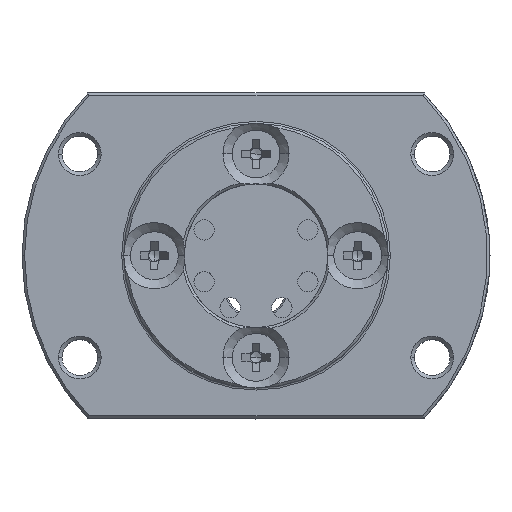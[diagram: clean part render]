
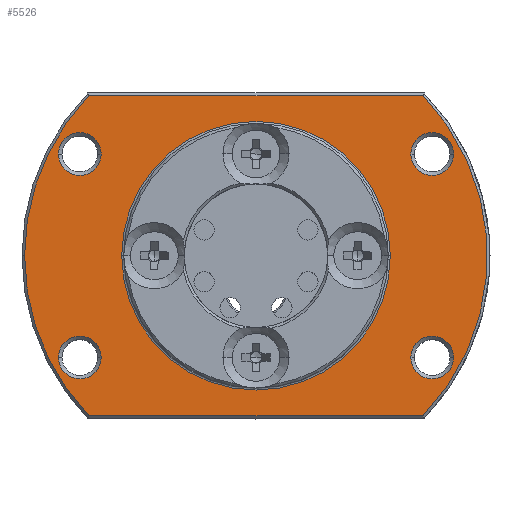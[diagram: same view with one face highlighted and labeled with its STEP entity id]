
A CAD part, top view. The second image highlights one B-rep face of the part: STEP entity #5526.
In plain terms, the highlighted planar face has unit normal (0, 0, 1).
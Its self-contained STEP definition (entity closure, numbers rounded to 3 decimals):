
#52 = DIRECTION ( 'NONE',  ( 0., 0., 1. ) ) ;
#65 = DIRECTION ( 'NONE',  ( -1., 0., 0. ) ) ;
#135 = AXIS2_PLACEMENT_3D ( 'NONE', #11558, #10641, #4463 ) ;
#169 = ORIENTED_EDGE ( 'NONE', *, *, #5802, .F. ) ;
#180 = VERTEX_POINT ( 'NONE', #4441 ) ;
#211 = FACE_BOUND ( 'NONE', #10754, .T. ) ;
#286 = CARTESIAN_POINT ( 'NONE',  ( -13.2, 0., 3. ) ) ;
#387 = AXIS2_PLACEMENT_3D ( 'NONE', #4525, #1764, #9831 ) ;
#415 = VERTEX_POINT ( 'NONE', #2083 ) ;
#458 = CIRCLE ( 'NONE', #8528, 22.75 ) ;
#616 = EDGE_CURVE ( 'NONE', #11010, #3558, #3108, .T. ) ;
#636 = CARTESIAN_POINT ( 'NONE',  ( 17.321, 10., 3. ) ) ;
#656 = DIRECTION ( 'NONE',  ( 0., 0., 1. ) ) ;
#919 = CIRCLE ( 'NONE', #7846, 2.1 ) ;
#929 = CARTESIAN_POINT ( 'NONE',  ( 0., -15.75, 3. ) ) ;
#950 = EDGE_CURVE ( 'NONE', #6183, #6761, #5421, .T. ) ;
#1096 = DIRECTION ( 'NONE',  ( 0., 0., 1. ) ) ;
#1105 = CIRCLE ( 'NONE', #7480, 2.1 ) ;
#1154 = PLANE ( 'NONE',  #9496 ) ;
#1203 = DIRECTION ( 'NONE',  ( 0., 0., 1. ) ) ;
#1225 = EDGE_CURVE ( 'NONE', #5654, #4518, #458, .T. ) ;
#1348 = DIRECTION ( 'NONE',  ( 0., 0., 1. ) ) ;
#1383 = ORIENTED_EDGE ( 'NONE', *, *, #6618, .F. ) ;
#1574 = CARTESIAN_POINT ( 'NONE',  ( 0., 0., 3. ) ) ;
#1764 = DIRECTION ( 'NONE',  ( 0., 0., -1. ) ) ;
#1903 = DIRECTION ( 'NONE',  ( 0., 0., 1. ) ) ;
#1914 = DIRECTION ( 'NONE',  ( 1., 0., 0. ) ) ;
#2054 = ORIENTED_EDGE ( 'NONE', *, *, #616, .F. ) ;
#2083 = CARTESIAN_POINT ( 'NONE',  ( -15.221, 10., 3. ) ) ;
#2163 = CARTESIAN_POINT ( 'NONE',  ( 0., 0., 3. ) ) ;
#2256 = EDGE_CURVE ( 'NONE', #3424, #5713, #1105, .T. ) ;
#2461 = AXIS2_PLACEMENT_3D ( 'NONE', #10302, #4930, #8541 ) ;
#2467 = EDGE_LOOP ( 'NONE', ( #5048, #5842, #3070, #5690, #4566 ) ) ;
#2469 = DIRECTION ( 'NONE',  ( 0., 0., -1. ) ) ;
#2517 = EDGE_CURVE ( 'NONE', #4518, #10869, #6729, .T. ) ;
#2576 = CARTESIAN_POINT ( 'NONE',  ( 17.321, 10., 3. ) ) ;
#2681 = DIRECTION ( 'NONE',  ( 1., 0., 0. ) ) ;
#2785 = CARTESIAN_POINT ( 'NONE',  ( -17.321, -10., 3. ) ) ;
#2841 = CARTESIAN_POINT ( 'NONE',  ( 19.421, 10., 3. ) ) ;
#2850 = DIRECTION ( 'NONE',  ( 1., 0., 0. ) ) ;
#2858 = CARTESIAN_POINT ( 'NONE',  ( 0., 0., 3. ) ) ;
#2921 = CARTESIAN_POINT ( 'NONE',  ( 0., 15.75, 3. ) ) ;
#2939 = CARTESIAN_POINT ( 'NONE',  ( 13.2, 0., 3. ) ) ;
#2995 = DIRECTION ( 'NONE',  ( 0., 0., 1. ) ) ;
#3070 = ORIENTED_EDGE ( 'NONE', *, *, #11344, .T. ) ;
#3108 = CIRCLE ( 'NONE', #7428, 2.1 ) ;
#3137 = CARTESIAN_POINT ( 'NONE',  ( 19.421, -10., 3. ) ) ;
#3294 = ORIENTED_EDGE ( 'NONE', *, *, #950, .T. ) ;
#3396 = DIRECTION ( 'NONE',  ( 1., 0., 0. ) ) ;
#3424 = VERTEX_POINT ( 'NONE', #2841 ) ;
#3558 = VERTEX_POINT ( 'NONE', #6908 ) ;
#3689 = LINE ( 'NONE', #2921, #3952 ) ;
#3703 = CARTESIAN_POINT ( 'NONE',  ( 16.416, -15.75, 3. ) ) ;
#3784 = AXIS2_PLACEMENT_3D ( 'NONE', #1574, #2469, #4987 ) ;
#3789 = DIRECTION ( 'NONE',  ( 1., 0., 0. ) ) ;
#3952 = VECTOR ( 'NONE', #65, 1000. ) ;
#4025 = EDGE_CURVE ( 'NONE', #6761, #6183, #8842, .T. ) ;
#4032 = CARTESIAN_POINT ( 'NONE',  ( 16.416, 15.75, 3. ) ) ;
#4104 = CARTESIAN_POINT ( 'NONE',  ( -15.221, -10., 3. ) ) ;
#4233 = DIRECTION ( 'NONE',  ( 1., 0., 0. ) ) ;
#4441 = CARTESIAN_POINT ( 'NONE',  ( -19.421, 10., 3. ) ) ;
#4463 = DIRECTION ( 'NONE',  ( 1., 0., 0. ) ) ;
#4465 = CIRCLE ( 'NONE', #4824, 2.1 ) ;
#4518 = VERTEX_POINT ( 'NONE', #7826 ) ;
#4525 = CARTESIAN_POINT ( 'NONE',  ( 0., 0., 3. ) ) ;
#4566 = ORIENTED_EDGE ( 'NONE', *, *, #1225, .T. ) ;
#4643 = FACE_OUTER_BOUND ( 'NONE', #2467, .T. ) ;
#4654 = DIRECTION ( 'NONE',  ( 1., 0., 0. ) ) ;
#4661 = EDGE_CURVE ( 'NONE', #8951, #10851, #7305, .T. ) ;
#4824 = AXIS2_PLACEMENT_3D ( 'NONE', #10115, #1203, #2850 ) ;
#4930 = DIRECTION ( 'NONE',  ( 0., 0., 1. ) ) ;
#4934 = ORIENTED_EDGE ( 'NONE', *, *, #7418, .F. ) ;
#4987 = DIRECTION ( 'NONE',  ( 1., 0., 0. ) ) ;
#5006 = CARTESIAN_POINT ( 'NONE',  ( 0., 0., 3. ) ) ;
#5048 = ORIENTED_EDGE ( 'NONE', *, *, #2517, .T. ) ;
#5120 = CIRCLE ( 'NONE', #8896, 22.75 ) ;
#5350 = CARTESIAN_POINT ( 'NONE',  ( -17.321, 10., 3. ) ) ;
#5409 = AXIS2_PLACEMENT_3D ( 'NONE', #8701, #656, #4233 ) ;
#5421 = CIRCLE ( 'NONE', #387, 13.2 ) ;
#5526 = ADVANCED_FACE ( 'NONE', ( #10999, #4643, #9126, #211, #6533, #9247 ), #1154, .T. ) ;
#5543 = VERTEX_POINT ( 'NONE', #6601 ) ;
#5654 = VERTEX_POINT ( 'NONE', #5926 ) ;
#5690 = ORIENTED_EDGE ( 'NONE', *, *, #7018, .T. ) ;
#5713 = VERTEX_POINT ( 'NONE', #5816 ) ;
#5802 = EDGE_CURVE ( 'NONE', #415, #180, #8011, .T. ) ;
#5816 = CARTESIAN_POINT ( 'NONE',  ( 15.221, 10., 3. ) ) ;
#5842 = ORIENTED_EDGE ( 'NONE', *, *, #6758, .T. ) ;
#5881 = EDGE_LOOP ( 'NONE', ( #6148, #7553 ) ) ;
#5926 = CARTESIAN_POINT ( 'NONE',  ( -22.75, 0., 3. ) ) ;
#6141 = VECTOR ( 'NONE', #3396, 1000. ) ;
#6148 = ORIENTED_EDGE ( 'NONE', *, *, #2256, .F. ) ;
#6152 = DIRECTION ( 'NONE',  ( 0., 0., 1. ) ) ;
#6183 = VERTEX_POINT ( 'NONE', #2939 ) ;
#6212 = ORIENTED_EDGE ( 'NONE', *, *, #4025, .T. ) ;
#6533 = FACE_BOUND ( 'NONE', #5881, .T. ) ;
#6582 = DIRECTION ( 'NONE',  ( 1., 0., 0. ) ) ;
#6601 = CARTESIAN_POINT ( 'NONE',  ( -16.416, 15.75, 3. ) ) ;
#6618 = EDGE_CURVE ( 'NONE', #180, #415, #10792, .T. ) ;
#6729 = LINE ( 'NONE', #929, #6141 ) ;
#6758 = EDGE_CURVE ( 'NONE', #10869, #11479, #7034, .T. ) ;
#6761 = VERTEX_POINT ( 'NONE', #286 ) ;
#6903 = DIRECTION ( 'NONE',  ( 0., 0., 1. ) ) ;
#6908 = CARTESIAN_POINT ( 'NONE',  ( -19.421, -10., 3. ) ) ;
#7018 = EDGE_CURVE ( 'NONE', #5543, #5654, #5120, .T. ) ;
#7034 = CIRCLE ( 'NONE', #8726, 22.75 ) ;
#7283 = ORIENTED_EDGE ( 'NONE', *, *, #4661, .F. ) ;
#7305 = CIRCLE ( 'NONE', #5409, 2.1 ) ;
#7418 = EDGE_CURVE ( 'NONE', #10851, #8951, #4465, .T. ) ;
#7428 = AXIS2_PLACEMENT_3D ( 'NONE', #2785, #1903, #2681 ) ;
#7480 = AXIS2_PLACEMENT_3D ( 'NONE', #2576, #6152, #9754 ) ;
#7553 = ORIENTED_EDGE ( 'NONE', *, *, #8219, .F. ) ;
#7572 = DIRECTION ( 'NONE',  ( 1., 0., 0. ) ) ;
#7794 = EDGE_LOOP ( 'NONE', ( #3294, #6212 ) ) ;
#7804 = DIRECTION ( 'NONE',  ( 1., 0., 0. ) ) ;
#7826 = CARTESIAN_POINT ( 'NONE',  ( -16.416, -15.75, 3. ) ) ;
#7846 = AXIS2_PLACEMENT_3D ( 'NONE', #636, #1348, #7804 ) ;
#7947 = CARTESIAN_POINT ( 'NONE',  ( 15.221, -10., 3. ) ) ;
#8011 = CIRCLE ( 'NONE', #135, 2.1 ) ;
#8219 = EDGE_CURVE ( 'NONE', #5713, #3424, #919, .T. ) ;
#8316 = DIRECTION ( 'NONE',  ( 0., 0., 1. ) ) ;
#8528 = AXIS2_PLACEMENT_3D ( 'NONE', #2163, #2995, #6582 ) ;
#8529 = EDGE_LOOP ( 'NONE', ( #7283, #4934 ) ) ;
#8541 = DIRECTION ( 'NONE',  ( 1., 0., 0. ) ) ;
#8701 = CARTESIAN_POINT ( 'NONE',  ( 17.321, -10., 3. ) ) ;
#8726 = AXIS2_PLACEMENT_3D ( 'NONE', #2858, #1096, #4654 ) ;
#8842 = CIRCLE ( 'NONE', #3784, 13.2 ) ;
#8896 = AXIS2_PLACEMENT_3D ( 'NONE', #5006, #6903, #7572 ) ;
#8951 = VERTEX_POINT ( 'NONE', #3137 ) ;
#9028 = CIRCLE ( 'NONE', #2461, 2.1 ) ;
#9071 = EDGE_LOOP ( 'NONE', ( #2054, #11143 ) ) ;
#9126 = FACE_BOUND ( 'NONE', #8529, .T. ) ;
#9247 = FACE_BOUND ( 'NONE', #9071, .T. ) ;
#9496 = AXIS2_PLACEMENT_3D ( 'NONE', #11115, #8316, #3789 ) ;
#9754 = DIRECTION ( 'NONE',  ( 1., 0., 0. ) ) ;
#9831 = DIRECTION ( 'NONE',  ( 1., 0., 0. ) ) ;
#10115 = CARTESIAN_POINT ( 'NONE',  ( 17.321, -10., 3. ) ) ;
#10302 = CARTESIAN_POINT ( 'NONE',  ( -17.321, -10., 3. ) ) ;
#10325 = EDGE_CURVE ( 'NONE', #3558, #11010, #9028, .T. ) ;
#10641 = DIRECTION ( 'NONE',  ( 0., 0., 1. ) ) ;
#10754 = EDGE_LOOP ( 'NONE', ( #169, #1383 ) ) ;
#10792 = CIRCLE ( 'NONE', #10978, 2.1 ) ;
#10851 = VERTEX_POINT ( 'NONE', #7947 ) ;
#10869 = VERTEX_POINT ( 'NONE', #3703 ) ;
#10978 = AXIS2_PLACEMENT_3D ( 'NONE', #5350, #52, #1914 ) ;
#10999 = FACE_BOUND ( 'NONE', #7794, .T. ) ;
#11010 = VERTEX_POINT ( 'NONE', #4104 ) ;
#11115 = CARTESIAN_POINT ( 'NONE',  ( 0., 0., 3. ) ) ;
#11143 = ORIENTED_EDGE ( 'NONE', *, *, #10325, .F. ) ;
#11344 = EDGE_CURVE ( 'NONE', #11479, #5543, #3689, .T. ) ;
#11479 = VERTEX_POINT ( 'NONE', #4032 ) ;
#11558 = CARTESIAN_POINT ( 'NONE',  ( -17.321, 10., 3. ) ) ;
